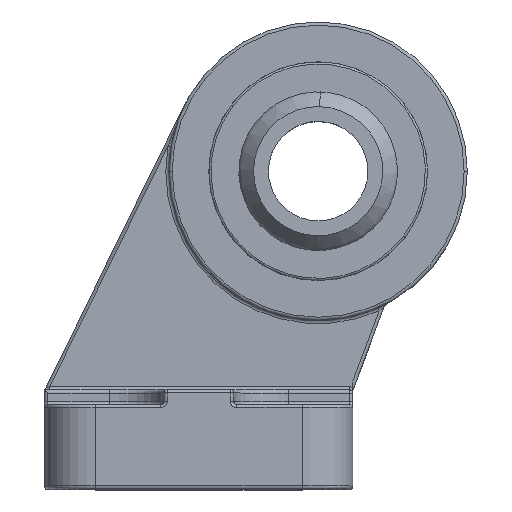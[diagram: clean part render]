
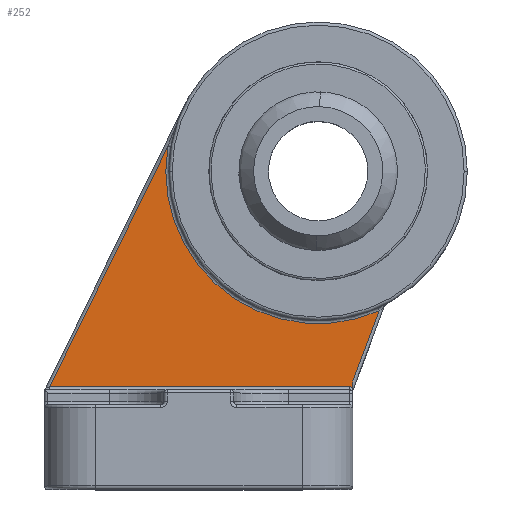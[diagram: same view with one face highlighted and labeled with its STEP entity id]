
A CAD part, top view. The second image highlights one B-rep face of the part: STEP entity #252.
In plain terms, the highlighted planar face has unit normal (0, 0, 1).
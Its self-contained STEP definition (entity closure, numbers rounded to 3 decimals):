
#81 = LINE ( 'NONE', #4274, #1766 ) ;
#82 = CARTESIAN_POINT ( 'NONE',  ( 15.18, 10.32, 3.5 ) ) ;
#249 = DIRECTION ( 'NONE',  ( -0.44, -0.898, 0. ) ) ;
#252 = ADVANCED_FACE ( 'NONE', ( #1002 ), #1357, .T. ) ;
#280 = ORIENTED_EDGE ( 'NONE', *, *, #3949, .T. ) ;
#483 = EDGE_CURVE ( 'NONE', #1363, #2405, #3933, .T. ) ;
#588 = CARTESIAN_POINT ( 'NONE',  ( -3.109, 34.531, 3.5 ) ) ;
#638 = LINE ( 'NONE', #1698, #948 ) ;
#781 = VERTEX_POINT ( 'NONE', #3641 ) ;
#826 = DIRECTION ( 'NONE',  ( 0., 0., -1. ) ) ;
#860 = DIRECTION ( 'NONE',  ( 1., 0., 0. ) ) ;
#948 = VECTOR ( 'NONE', #4822, 1000. ) ;
#965 = VECTOR ( 'NONE', #1038, 1000. ) ;
#979 = AXIS2_PLACEMENT_3D ( 'NONE', #1271, #826, #860 ) ;
#1002 = FACE_OUTER_BOUND ( 'NONE', #4419, .T. ) ;
#1038 = DIRECTION ( 'NONE',  ( 0.351, 0.936, 0. ) ) ;
#1106 = CARTESIAN_POINT ( 'NONE',  ( 22., 28.251, 3.5 ) ) ;
#1121 = DIRECTION ( 'NONE',  ( 1., 0., 0. ) ) ;
#1169 = VERTEX_POINT ( 'NONE', #1783 ) ;
#1172 = ORIENTED_EDGE ( 'NONE', *, *, #4333, .T. ) ;
#1271 = CARTESIAN_POINT ( 'NONE',  ( 12., 32., 3.5 ) ) ;
#1357 = PLANE ( 'NONE',  #1365 ) ;
#1363 = VERTEX_POINT ( 'NONE', #2447 ) ;
#1365 = AXIS2_PLACEMENT_3D ( 'NONE', #4128, #4204, #2205 ) ;
#1399 = EDGE_CURVE ( 'NONE', #1363, #781, #638, .T. ) ;
#1536 = LINE ( 'NONE', #82, #4753 ) ;
#1616 = CARTESIAN_POINT ( 'NONE',  ( 15.18, 9.68, 3.5 ) ) ;
#1698 = CARTESIAN_POINT ( 'NONE',  ( 15.5, 32., 3.5 ) ) ;
#1766 = VECTOR ( 'NONE', #249, 1000. ) ;
#1778 = CIRCLE ( 'NONE', #979, 15.32 ) ;
#1783 = CARTESIAN_POINT ( 'NONE',  ( 15.18, 10.32, 3.5 ) ) ;
#2176 = ORIENTED_EDGE ( 'NONE', *, *, #483, .T. ) ;
#2205 = DIRECTION ( 'NONE',  ( 1., 0., 0. ) ) ;
#2405 = VERTEX_POINT ( 'NONE', #4647 ) ;
#2447 = CARTESIAN_POINT ( 'NONE',  ( 15.5, 10.912, 3.5 ) ) ;
#2665 = CARTESIAN_POINT ( 'NONE',  ( -14.987, 10.32, 3.5 ) ) ;
#2934 = ORIENTED_EDGE ( 'NONE', *, *, #3027, .T. ) ;
#3027 = EDGE_CURVE ( 'NONE', #3052, #1169, #1536, .T. ) ;
#3052 = VERTEX_POINT ( 'NONE', #2665 ) ;
#3124 = ORIENTED_EDGE ( 'NONE', *, *, #1399, .F. ) ;
#3460 = ORIENTED_EDGE ( 'NONE', *, *, #3578, .T. ) ;
#3578 = EDGE_CURVE ( 'NONE', #2405, #4732, #1778, .T. ) ;
#3641 = CARTESIAN_POINT ( 'NONE',  ( 15.5, 10.234, 3.5 ) ) ;
#3931 = CIRCLE ( 'NONE', #5146, 0.64 ) ;
#3933 = LINE ( 'NONE', #1106, #965 ) ;
#3935 = DIRECTION ( 'NONE',  ( 1., 0., 0. ) ) ;
#3949 = EDGE_CURVE ( 'NONE', #1169, #781, #3931, .T. ) ;
#4128 = CARTESIAN_POINT ( 'NONE',  ( 12., 32., 3.5 ) ) ;
#4204 = DIRECTION ( 'NONE',  ( 0., 0., 1. ) ) ;
#4274 = CARTESIAN_POINT ( 'NONE',  ( -1.18, 38.465, 3.5 ) ) ;
#4333 = EDGE_CURVE ( 'NONE', #4732, #3052, #81, .T. ) ;
#4375 = DIRECTION ( 'NONE',  ( 0., 0., -1. ) ) ;
#4419 = EDGE_LOOP ( 'NONE', ( #2934, #280, #3124, #2176, #3460, #1172 ) ) ;
#4647 = CARTESIAN_POINT ( 'NONE',  ( 18.145, 17.966, 3.5 ) ) ;
#4732 = VERTEX_POINT ( 'NONE', #588 ) ;
#4753 = VECTOR ( 'NONE', #1121, 1000. ) ;
#4822 = DIRECTION ( 'NONE',  ( 0., -1., 0. ) ) ;
#5146 = AXIS2_PLACEMENT_3D ( 'NONE', #1616, #4375, #3935 ) ;
